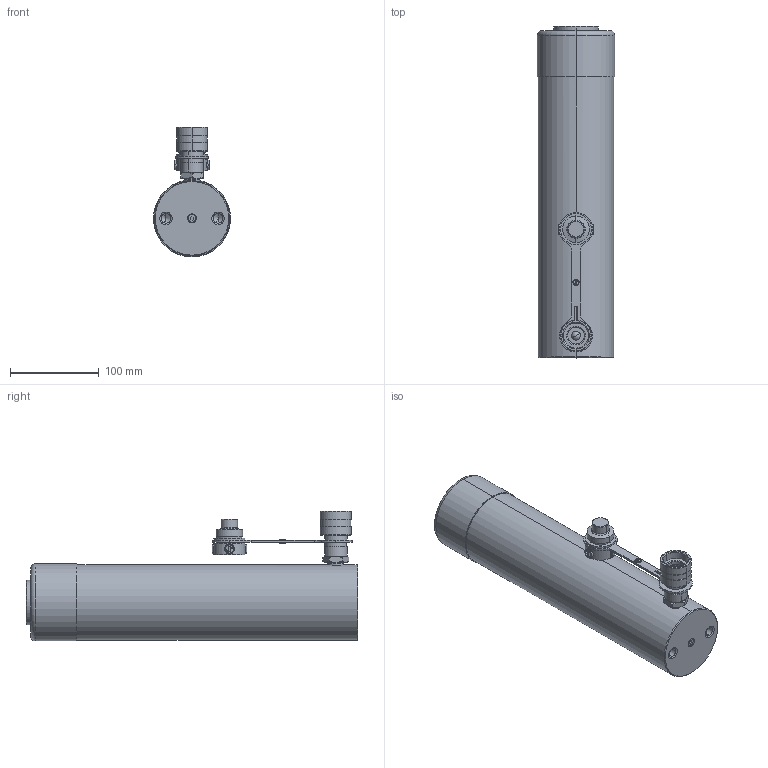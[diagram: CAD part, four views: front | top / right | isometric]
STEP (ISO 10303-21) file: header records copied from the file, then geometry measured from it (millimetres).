
FILE_DESCRIPTION (( 'STEP AP214' ), '1' );
FILE_NAME ('H2510.STEP', '2016-07-28T00:17:26', ( '' ), ( '' ), 'SwSTEP 2.0', 'SolidWorks 2016', '' );
FILE_SCHEMA (( 'AUTOMOTIVE_DESIGN' ));
Length unit declared in the file: millimetre
Products named in the file (1): H2510
Bounding box: 87 x 374.29 x 146.47 mm (x, y, z)
Volume: 1717418.3 mm3; surface area: 366924.1 mm2
Topology: 15 solids, 15 shells, 634 faces, 1503 edges, 940 vertices
Faces by surface type: cylinder 224, plane 183, cone 110, bspline 73, torus 34, sphere 10
Entity records: 29223 total; most frequent: CARTESIAN_POINT 7730, ORIENTED_EDGE 2972, DIRECTION 2951, EDGE_CURVE 1486, AXIS2_PLACEMENT_3D 1162, VERTEX_POINT 937, EDGE_LOOP 715, UNCERTAINTY_MEASURE_WITH_UNIT 651
